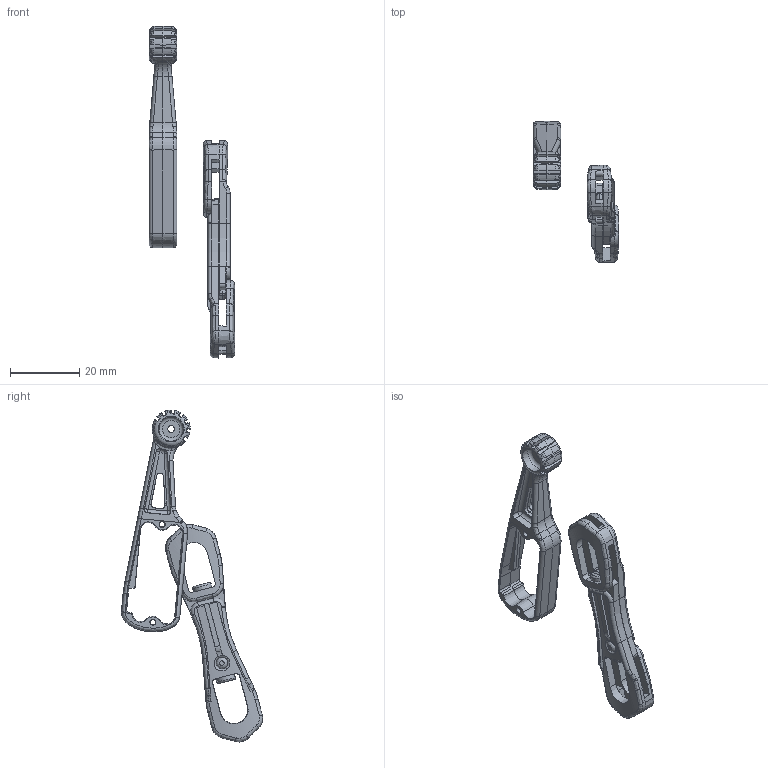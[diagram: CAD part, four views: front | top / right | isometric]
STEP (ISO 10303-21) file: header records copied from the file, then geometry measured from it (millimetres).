
FILE_DESCRIPTION(/* description */ (''),/* implementation_level */ '2;1');
FILE_NAME(/* name */ 'leg v1.step',/* time_stamp */ '2022-03-07T15:08:17+08:00',/* author */ (''),/* organization */ (''),/* preprocessor_version */ 'ST-DEVELOPER v18.1',/* originating_system */ 'Autodesk Translation Framework v10.13.0.1454',/* authorisation */ '');
FILE_SCHEMA (('AUTOMOTIVE_DESIGN { 1 0 10303 214 3 1 1 }'));
Length unit declared in the file: millimetre
Products named in the file (6): leg; thigh v35; thighSym; thighSym (1); shank v27; shank
Assembly tree (5 placements, depth 3):
  leg
    thigh v35
      thighSym
      thighSym (1)
    shank v27
      shank
Bounding box: 24.85 x 40.94 x 96.2 mm (x, y, z)
Volume: 5242.3 mm3; surface area: 6722.9 mm2
Topology: 3 solids, 3 shells, 660 faces, 1711 edges, 1053 vertices
Faces by surface type: bspline 210, plane 200, cone 118, cylinder 88, torus 36, sphere 8
Full cylindrical faces by diameter (mm): 3.3 x2, 3.5 x2
Entity records: 24415 total; most frequent: CARTESIAN_POINT 9561, ORIENTED_EDGE 3406, DIRECTION 2595, EDGE_CURVE 1703, VERTEX_POINT 1053, AXIS2_PLACEMENT_3D 971, EDGE_LOOP 690, FACE_OUTER_BOUND 660
